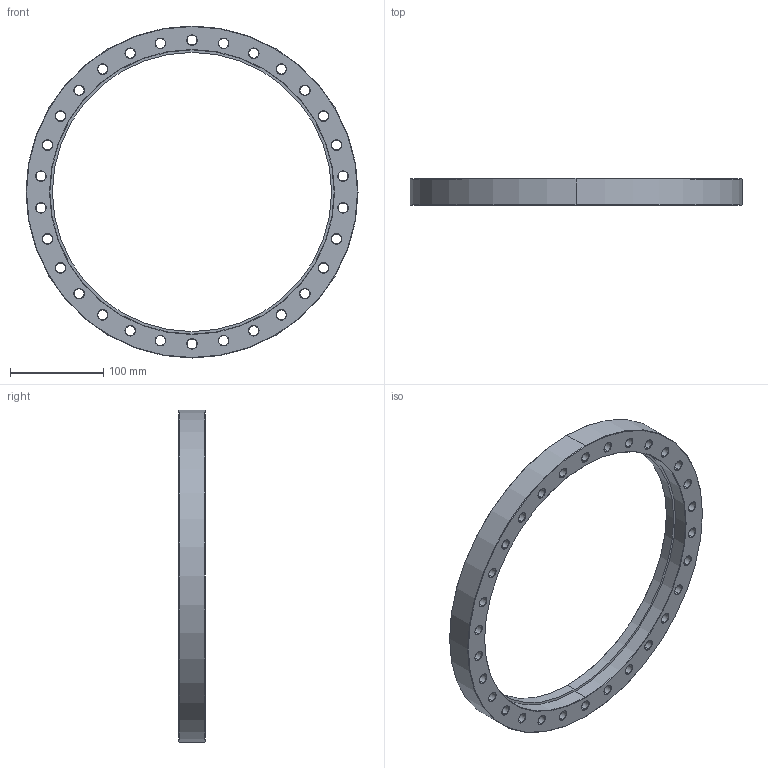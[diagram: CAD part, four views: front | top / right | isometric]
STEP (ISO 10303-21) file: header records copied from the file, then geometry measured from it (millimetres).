
FILE_DESCRIPTION (( 'STEP AP214' ), '1' );
FILE_NAME ('Hositrad_CF300-300-Weldflange.STEP', '2025-11-06T12:03:53', ( '' ), ( '' ), 'SwSTEP 2.0', 'SolidWorks 2022', '' );
FILE_SCHEMA (( 'AUTOMOTIVE_DESIGN' ));
Length unit declared in the file: millimetre
Products named in the file (1): Hositrad_CF300-300-Weldflange
Bounding box: 355.6 x 28.4 x 355.6 mm (x, y, z)
Volume: 703669.2 mm3; surface area: 139402.6 mm2
Topology: 1 solids, 1 shells, 204 faces, 468 edges, 268 vertices
Faces by surface type: cone 132, cylinder 68, plane 4
Entity records: 5882 total; most frequent: DIRECTION 1146, CARTESIAN_POINT 941, ORIENTED_EDGE 936, AXIS2_PLACEMENT_3D 473, EDGE_CURVE 468, EDGE_LOOP 268, CIRCLE 268, VERTEX_POINT 268
